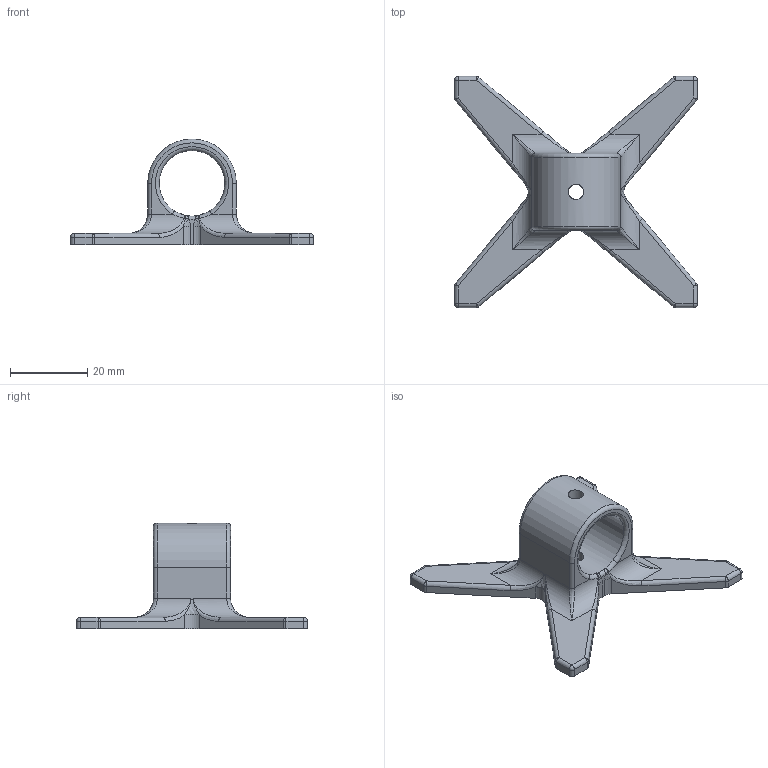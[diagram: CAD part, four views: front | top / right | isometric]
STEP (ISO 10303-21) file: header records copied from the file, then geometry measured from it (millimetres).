
FILE_DESCRIPTION(/* description */ ('Unknown'),/* implementation_level */ '2;1');
FILE_NAME(/* name */ 'suporte solar step',/* time_stamp */ '2016-10-24T00:04:13-02:00',/* author */ ('Unknown'),/* organization */ ('Unknown'),/* preprocessor_version */ 'ST-DEVELOPER v16.7',/* originating_system */ 'DEX',/* authorisation */ $);
FILE_SCHEMA (('AUTOMOTIVE_DESIGN {1 0 10303 214 3 1 1}'));
Length unit declared in the file: millimetre
Products named in the file (1): suporte solar
Bounding box: 63 x 60 x 27.5 mm (x, y, z)
Volume: 10968.1 mm3; surface area: 6577.3 mm2
Topology: 1 solids, 1 shells, 144 faces, 355 edges, 191 vertices
Faces by surface type: cylinder 50, bspline 38, plane 34, sphere 16, torus 6
Full cylindrical faces by diameter (mm): 4 x2, 17 x1
Entity records: 4527 total; most frequent: CARTESIAN_POINT 1423, ORIENTED_EDGE 656, DIRECTION 634, EDGE_CURVE 328, AXIS2_PLACEMENT_3D 252, VERTEX_POINT 188, EDGE_LOOP 152, FACE_BOUND 152
